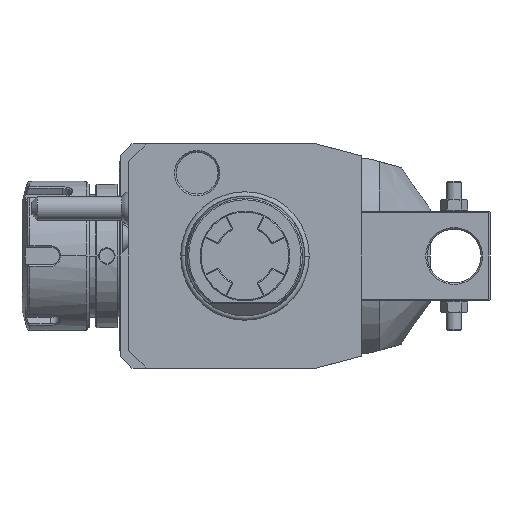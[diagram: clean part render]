
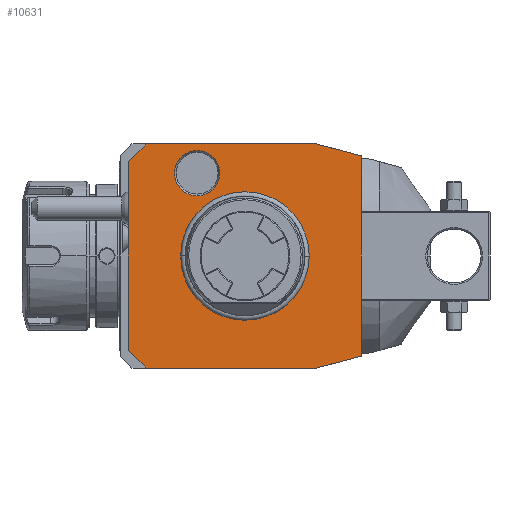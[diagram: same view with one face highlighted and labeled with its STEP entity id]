
A CAD part, front view. The second image highlights one B-rep face of the part: STEP entity #10631.
In plain terms, the highlighted planar face has unit normal (0, -1, 0).
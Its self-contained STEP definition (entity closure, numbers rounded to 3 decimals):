
#1=DIRECTION('',(-0.966,0.,0.259));
#2=VECTOR('',#1,15.529);
#3=CARTESIAN_POINT('',(39.,0.,33.481));
#4=LINE('',#3,#2);
#5=DIRECTION('',(0.,0.,1.));
#6=VECTOR('',#5,66.962);
#7=CARTESIAN_POINT('',(39.,0.,-33.481));
#8=LINE('',#7,#6);
#9=DIRECTION('',(0.966,0.,0.259));
#10=VECTOR('',#9,15.529);
#11=CARTESIAN_POINT('',(24.,0.,-37.5));
#12=LINE('',#11,#10);
#13=DIRECTION('',(1.,0.,0.));
#14=VECTOR('',#13,57.);
#15=CARTESIAN_POINT('',(-33.,0.,-37.5));
#16=LINE('',#15,#14);
#17=DIRECTION('',(0.707,0.,-0.707));
#18=VECTOR('',#17,8.485);
#19=CARTESIAN_POINT('',(-39.,0.,-31.5));
#20=LINE('',#19,#18);
#21=DIRECTION('',(0.,0.,-1.));
#22=VECTOR('',#21,63.);
#23=CARTESIAN_POINT('',(-39.,0.,31.5));
#24=LINE('',#23,#22);
#25=DIRECTION('',(-0.707,0.,-0.707));
#26=VECTOR('',#25,8.485);
#27=CARTESIAN_POINT('',(-33.,0.,37.5));
#28=LINE('',#27,#26);
#29=DIRECTION('',(-1.,0.,0.));
#30=VECTOR('',#29,57.);
#31=CARTESIAN_POINT('',(24.,0.,37.5));
#32=LINE('',#31,#30);
#33=CARTESIAN_POINT('',(-16.,0.,27.713));
#34=DIRECTION('',(0.,1.,0.));
#35=DIRECTION('',(1.,0.,0.));
#36=AXIS2_PLACEMENT_3D('',#33,#34,#35);
#38=CARTESIAN_POINT('',(-16.,0.,27.713));
#39=DIRECTION('',(0.,1.,0.));
#40=DIRECTION('',(-1.,0.,0.));
#41=AXIS2_PLACEMENT_3D('',#38,#39,#40);
#7520=CARTESIAN_POINT('',(0.,0.,0.));
#7521=DIRECTION('',(0.,1.,0.));
#7522=DIRECTION('',(-1.,0.,0.));
#7523=AXIS2_PLACEMENT_3D('',#7520,#7521,#7522);
#7525=CARTESIAN_POINT('',(0.,0.,0.));
#7526=DIRECTION('',(0.,1.,0.));
#7527=DIRECTION('',(1.,0.,0.));
#7528=AXIS2_PLACEMENT_3D('',#7525,#7526,#7527);
#9557=CARTESIAN_POINT('',(-8.423,0.,27.713));
#9558=CARTESIAN_POINT('',(-23.577,0.,27.713));
#9559=VERTEX_POINT('',#9557);
#9560=VERTEX_POINT('',#9558);
#10408=CARTESIAN_POINT('',(39.,0.,33.481));
#10409=CARTESIAN_POINT('',(24.,0.,37.5));
#10410=VERTEX_POINT('',#10408);
#10411=VERTEX_POINT('',#10409);
#10412=CARTESIAN_POINT('',(-33.,0.,37.5));
#10413=VERTEX_POINT('',#10412);
#10414=CARTESIAN_POINT('',(-39.,0.,31.5));
#10415=VERTEX_POINT('',#10414);
#10416=CARTESIAN_POINT('',(-39.,0.,-31.5));
#10417=VERTEX_POINT('',#10416);
#10418=CARTESIAN_POINT('',(-33.,0.,-37.5));
#10419=VERTEX_POINT('',#10418);
#10420=CARTESIAN_POINT('',(24.,0.,-37.5));
#10421=VERTEX_POINT('',#10420);
#10422=CARTESIAN_POINT('',(39.,0.,-33.481));
#10423=VERTEX_POINT('',#10422);
#10500=CARTESIAN_POINT('',(-21.137,0.,0.));
#10501=CARTESIAN_POINT('',(21.137,0.,0.));
#10502=VERTEX_POINT('',#10500);
#10503=VERTEX_POINT('',#10501);
#10596=CARTESIAN_POINT('',(0.,0.,0.));
#10597=DIRECTION('',(0.,-1.,0.));
#10598=DIRECTION('',(-1.,0.,0.));
#10599=AXIS2_PLACEMENT_3D('',#10596,#10597,#10598);
#10600=PLANE('',#10599);
#10602=ORIENTED_EDGE('',*,*,#10601,.F.);
#10604=ORIENTED_EDGE('',*,*,#10603,.F.);
#10606=ORIENTED_EDGE('',*,*,#10605,.F.);
#10608=ORIENTED_EDGE('',*,*,#10607,.F.);
#10610=ORIENTED_EDGE('',*,*,#10609,.F.);
#10612=ORIENTED_EDGE('',*,*,#10611,.F.);
#10614=ORIENTED_EDGE('',*,*,#10613,.F.);
#10616=ORIENTED_EDGE('',*,*,#10615,.F.);
#10617=EDGE_LOOP('',(#10602,#10604,#10606,#10608,#10610,#10612,#10614,#10616));
#10618=FACE_OUTER_BOUND('',#10617,.F.);
#10620=ORIENTED_EDGE('',*,*,#10619,.F.);
#10622=ORIENTED_EDGE('',*,*,#10621,.F.);
#10623=EDGE_LOOP('',(#10620,#10622));
#10624=FACE_BOUND('',#10623,.F.);
#10626=ORIENTED_EDGE('',*,*,#10625,.F.);
#10628=ORIENTED_EDGE('',*,*,#10627,.F.);
#10629=EDGE_LOOP('',(#10626,#10628));
#10630=FACE_BOUND('',#10629,.F.);
#37=CIRCLE('',#36,7.577);
#42=CIRCLE('',#41,7.577);
#7524=CIRCLE('',#7523,21.137);
#7529=CIRCLE('',#7528,21.137);
#10601=EDGE_CURVE('',#10410,#10411,#4,.T.);
#10603=EDGE_CURVE('',#10423,#10410,#8,.T.);
#10605=EDGE_CURVE('',#10421,#10423,#12,.T.);
#10607=EDGE_CURVE('',#10419,#10421,#16,.T.);
#10609=EDGE_CURVE('',#10417,#10419,#20,.T.);
#10611=EDGE_CURVE('',#10415,#10417,#24,.T.);
#10613=EDGE_CURVE('',#10413,#10415,#28,.T.);
#10615=EDGE_CURVE('',#10411,#10413,#32,.T.);
#10619=EDGE_CURVE('',#10502,#10503,#7524,.T.);
#10621=EDGE_CURVE('',#10503,#10502,#7529,.T.);
#10625=EDGE_CURVE('',#9559,#9560,#37,.T.);
#10627=EDGE_CURVE('',#9560,#9559,#42,.T.);
#10631=ADVANCED_FACE('',(#10618,#10624,#10630),#10600,.T.);
